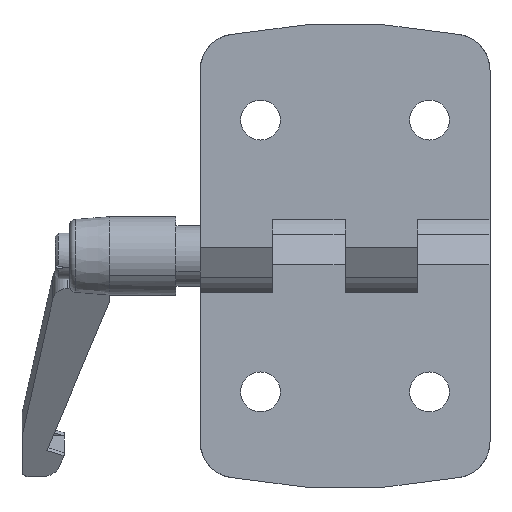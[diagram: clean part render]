
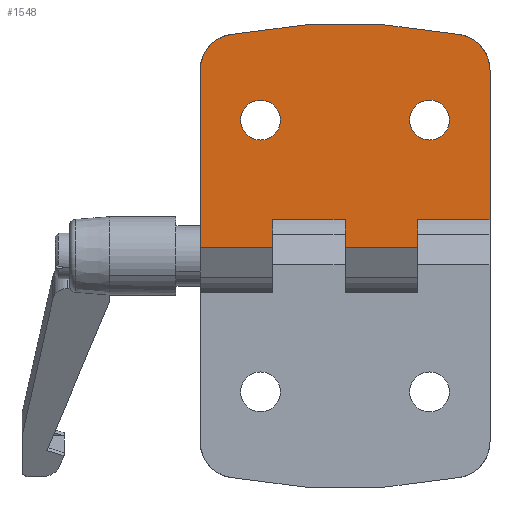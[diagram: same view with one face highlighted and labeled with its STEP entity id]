
A CAD part, left-side view. The second image highlights one B-rep face of the part: STEP entity #1548.
In plain terms, the highlighted planar face has unit normal (-1, 0, 0).
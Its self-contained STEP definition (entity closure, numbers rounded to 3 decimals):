
#530=CARTESIAN_POINT('',(0.,14.,22.5));
#531=DIRECTION('',(-1.,0.,0.));
#532=DIRECTION('',(0.,1.,0.));
#533=AXIS2_PLACEMENT_3D('',#530,#531,#532);
#538=CARTESIAN_POINT('',(0.,14.,22.5));
#539=DIRECTION('',(-1.,0.,0.));
#540=DIRECTION('',(0.,-1.,0.));
#541=AXIS2_PLACEMENT_3D('',#538,#539,#540);
#546=CARTESIAN_POINT('',(0.,-14.,22.5));
#547=DIRECTION('',(1.,0.,0.));
#548=DIRECTION('',(0.,-1.,0.));
#549=AXIS2_PLACEMENT_3D('',#546,#547,#548);
#554=CARTESIAN_POINT('',(0.,-14.,22.5));
#555=DIRECTION('',(1.,0.,0.));
#556=DIRECTION('',(0.,1.,0.));
#557=AXIS2_PLACEMENT_3D('',#554,#555,#556);
#562=DIRECTION('',(0.,0.,1.));
#563=VECTOR('',#562,4.585);
#564=CARTESIAN_POINT('',(0.,0.,1.415));
#565=LINE('',#564,#563);
#569=DIRECTION('',(0.,1.,0.));
#570=VECTOR('',#569,12.);
#571=CARTESIAN_POINT('',(0.,0.,6.));
#572=LINE('',#571,#570);
#576=DIRECTION('',(0.,0.,1.));
#577=VECTOR('',#576,4.585);
#578=CARTESIAN_POINT('',(0.,12.,1.415));
#579=LINE('',#578,#577);
#583=DIRECTION('',(0.,1.,0.));
#584=VECTOR('',#583,12.);
#585=CARTESIAN_POINT('',(0.,12.,1.415));
#586=LINE('',#585,#584);
#590=DIRECTION('',(0.,0.,1.));
#591=VECTOR('',#590,29.345);
#592=CARTESIAN_POINT('',(0.,24.,1.415));
#593=LINE('',#592,#591);
#597=CARTESIAN_POINT('',(0.,18.,30.761));
#598=DIRECTION('',(1.,0.,0.));
#599=DIRECTION('',(0.,1.,0.));
#600=AXIS2_PLACEMENT_3D('',#597,#598,#599);
#605=CARTESIAN_POINT('',(0.,0.,-61.5));
#606=DIRECTION('',(1.,0.,0.));
#607=DIRECTION('',(0.,0.191,0.981));
#608=AXIS2_PLACEMENT_3D('',#605,#606,#607);
#613=CARTESIAN_POINT('',(0.,-18.,30.761));
#614=DIRECTION('',(1.,0.,0.));
#615=DIRECTION('',(0.,-0.191,0.981));
#616=AXIS2_PLACEMENT_3D('',#613,#614,#615);
#621=DIRECTION('',(0.,0.,-1.));
#622=VECTOR('',#621,24.761);
#623=CARTESIAN_POINT('',(0.,-24.,30.761));
#624=LINE('',#623,#622);
#628=DIRECTION('',(0.,1.,0.));
#629=VECTOR('',#628,12.);
#630=CARTESIAN_POINT('',(0.,-24.,6.));
#631=LINE('',#630,#629);
#635=DIRECTION('',(0.,0.,1.));
#636=VECTOR('',#635,4.585);
#637=CARTESIAN_POINT('',(0.,-12.,1.415));
#638=LINE('',#637,#636);
#642=DIRECTION('',(0.,1.,0.));
#643=VECTOR('',#642,12.);
#644=CARTESIAN_POINT('',(0.,-12.,1.415));
#645=LINE('',#644,#643);
#1238=CARTESIAN_POINT('',(0.,-24.,30.761));
#1240=VERTEX_POINT('',#1238);
#1242=CARTESIAN_POINT('',(0.,24.,30.761));
#1244=VERTEX_POINT('',#1242);
#1246=CARTESIAN_POINT('',(0.,19.149,36.649));
#1247=VERTEX_POINT('',#1246);
#1248=CARTESIAN_POINT('',(0.,-19.149,36.649));
#1249=VERTEX_POINT('',#1248);
#1272=CARTESIAN_POINT('',(0.,17.3,22.5));
#1273=CARTESIAN_POINT('',(0.,10.7,22.5));
#1274=VERTEX_POINT('',#1272);
#1275=VERTEX_POINT('',#1273);
#1291=CARTESIAN_POINT('',(0.,-17.3,22.5));
#1292=CARTESIAN_POINT('',(0.,-10.7,22.5));
#1293=VERTEX_POINT('',#1291);
#1294=VERTEX_POINT('',#1292);
#1300=CARTESIAN_POINT('',(0.,24.,1.415));
#1301=VERTEX_POINT('',#1300);
#1307=CARTESIAN_POINT('',(0.,-24.,6.));
#1309=VERTEX_POINT('',#1307);
#1316=CARTESIAN_POINT('',(0.,-12.,1.415));
#1317=CARTESIAN_POINT('',(0.,-12.,6.));
#1318=VERTEX_POINT('',#1316);
#1319=VERTEX_POINT('',#1317);
#1332=CARTESIAN_POINT('',(0.,0.,1.415));
#1333=CARTESIAN_POINT('',(0.,0.,6.));
#1334=VERTEX_POINT('',#1332);
#1335=VERTEX_POINT('',#1333);
#1336=CARTESIAN_POINT('',(0.,12.,1.415));
#1337=CARTESIAN_POINT('',(0.,12.,6.));
#1338=VERTEX_POINT('',#1336);
#1339=VERTEX_POINT('',#1337);
#1509=CARTESIAN_POINT('',(0.,-24.,1.7));
#1510=DIRECTION('',(-1.,0.,0.));
#1511=DIRECTION('',(0.,0.,1.));
#1512=AXIS2_PLACEMENT_3D('',#1509,#1510,#1511);
#1513=PLANE('',#1512);
#1515=ORIENTED_EDGE('',*,*,#1514,.T.);
#1517=ORIENTED_EDGE('',*,*,#1516,.T.);
#1519=ORIENTED_EDGE('',*,*,#1518,.F.);
#1521=ORIENTED_EDGE('',*,*,#1520,.T.);
#1523=ORIENTED_EDGE('',*,*,#1522,.T.);
#1525=ORIENTED_EDGE('',*,*,#1524,.T.);
#1526=ORIENTED_EDGE('',*,*,#1495,.T.);
#1527=ORIENTED_EDGE('',*,*,#1449,.T.);
#1528=ORIENTED_EDGE('',*,*,#1371,.T.);
#1529=ORIENTED_EDGE('',*,*,#1399,.T.);
#1531=ORIENTED_EDGE('',*,*,#1530,.F.);
#1533=ORIENTED_EDGE('',*,*,#1532,.T.);
#1534=EDGE_LOOP('',(#1515,#1517,#1519,#1521,#1523,#1525,#1526,#1527,#1528,#1529,
#1531,#1533));
#1535=FACE_OUTER_BOUND('',#1534,.F.);
#1537=ORIENTED_EDGE('',*,*,#1536,.F.);
#1539=ORIENTED_EDGE('',*,*,#1538,.F.);
#1540=EDGE_LOOP('',(#1537,#1539));
#1541=FACE_BOUND('',#1540,.F.);
#1543=ORIENTED_EDGE('',*,*,#1542,.T.);
#1545=ORIENTED_EDGE('',*,*,#1544,.T.);
#1546=EDGE_LOOP('',(#1543,#1545));
#1547=FACE_BOUND('',#1546,.F.);
#534=CIRCLE('',#533,3.3);
#542=CIRCLE('',#541,3.3);
#550=CIRCLE('',#549,3.3);
#558=CIRCLE('',#557,3.3);
#601=CIRCLE('',#600,6.);
#609=CIRCLE('',#608,100.);
#617=CIRCLE('',#616,6.);
#1371=EDGE_CURVE('',#1240,#1309,#624,.T.);
#1399=EDGE_CURVE('',#1309,#1319,#631,.T.);
#1449=EDGE_CURVE('',#1249,#1240,#617,.T.);
#1495=EDGE_CURVE('',#1247,#1249,#609,.T.);
#1514=EDGE_CURVE('',#1334,#1335,#565,.T.);
#1516=EDGE_CURVE('',#1335,#1339,#572,.T.);
#1518=EDGE_CURVE('',#1338,#1339,#579,.T.);
#1520=EDGE_CURVE('',#1338,#1301,#586,.T.);
#1522=EDGE_CURVE('',#1301,#1244,#593,.T.);
#1524=EDGE_CURVE('',#1244,#1247,#601,.T.);
#1530=EDGE_CURVE('',#1318,#1319,#638,.T.);
#1532=EDGE_CURVE('',#1318,#1334,#645,.T.);
#1536=EDGE_CURVE('',#1293,#1294,#550,.T.);
#1538=EDGE_CURVE('',#1294,#1293,#558,.T.);
#1542=EDGE_CURVE('',#1274,#1275,#534,.T.);
#1544=EDGE_CURVE('',#1275,#1274,#542,.T.);
#1548=ADVANCED_FACE('',(#1535,#1541,#1547),#1513,.T.);
